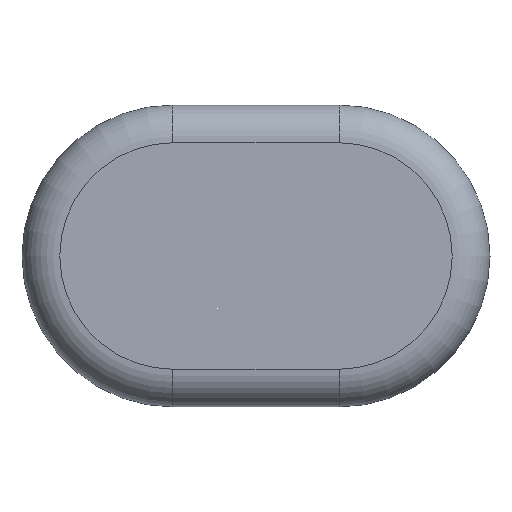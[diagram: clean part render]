
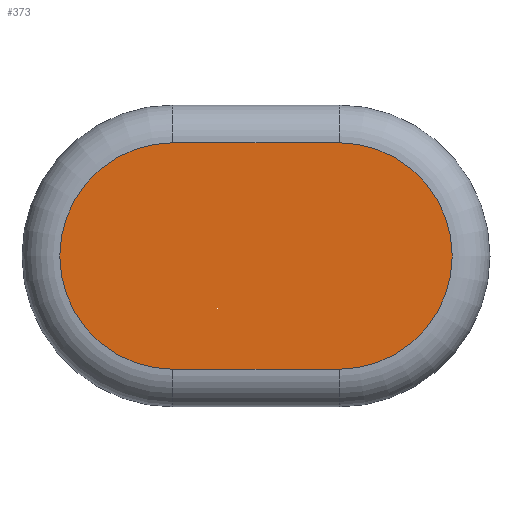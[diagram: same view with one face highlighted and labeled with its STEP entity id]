
A CAD part, front view. The second image highlights one B-rep face of the part: STEP entity #373.
In plain terms, the highlighted planar face has unit normal (0, -1, 0).
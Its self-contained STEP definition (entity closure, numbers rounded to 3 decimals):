
#22=PLANE($,#421);
#46=FACE_OUTER_BOUND($,#70,.T.);
#70=EDGE_LOOP($,(#311,#312,#313,#314));
#91=LINE($,#614,#119);
#94=LINE($,#629,#122);
#119=VECTOR($,#494,4.4);
#122=VECTOR($,#511,4.4);
#151=CIRCLE($,#412,3.);
#154=CIRCLE($,#417,3.);
#176=VERTEX_POINT($,#611);
#177=VERTEX_POINT($,#613);
#179=VERTEX_POINT($,#619);
#181=VERTEX_POINT($,#625);
#216=EDGE_CURVE($,#176,#177,#91,.T.);
#221=EDGE_CURVE($,#177,#179,#151,.T.);
#224=EDGE_CURVE($,#179,#181,#94,.T.);
#226=EDGE_CURVE($,#181,#176,#154,.T.);
#311=ORIENTED_EDGE($,*,*,#216,.F.);
#312=ORIENTED_EDGE($,*,*,#226,.F.);
#313=ORIENTED_EDGE($,*,*,#224,.F.);
#314=ORIENTED_EDGE($,*,*,#221,.F.);
#373=ADVANCED_FACE($,(#46),#22,.F.);
#412=AXIS2_PLACEMENT_3D($,#623,#504,#505);
#417=AXIS2_PLACEMENT_3D($,#632,#516,#517);
#421=AXIS2_PLACEMENT_3D($,#643,#528,#529);
#494=DIRECTION($,(-1.,0.,0.));
#504=DIRECTION('center_axis',(0.,1.,0.));
#505=DIRECTION('ref_axis',(-1.,0.,0.));
#511=DIRECTION($,(1.,0.,0.));
#516=DIRECTION('center_axis',(0.,1.,0.));
#517=DIRECTION('ref_axis',(1.,0.,0.));
#528=DIRECTION('center_axis',(0.,1.,0.));
#529=DIRECTION('ref_axis',(0.,0.,1.));
#611=CARTESIAN_POINT('',(-4.,0.,1.));
#613=CARTESIAN_POINT('',(-8.4,0.,1.));
#614=CARTESIAN_POINT($,(-3.1,0.,1.));
#619=CARTESIAN_POINT('',(-8.4,0.,7.));
#623=CARTESIAN_POINT('Origin',(-8.4,0.,4.));
#625=CARTESIAN_POINT('',(-4.,0.,7.));
#629=CARTESIAN_POINT($,(-9.3,0.,7.));
#632=CARTESIAN_POINT('Origin',(-4.,0.,4.));
#643=CARTESIAN_POINT('Origin',(-6.2,0.,4.));
